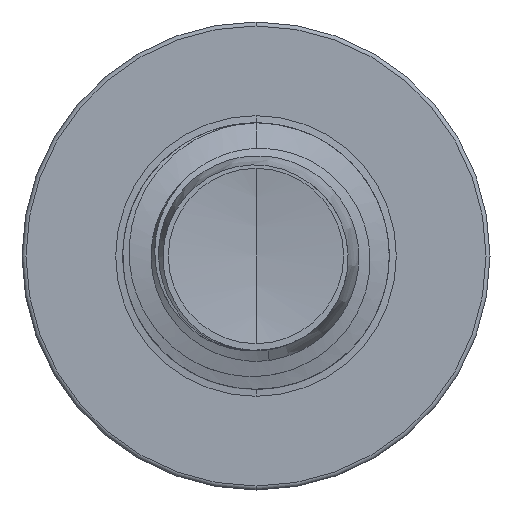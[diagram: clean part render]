
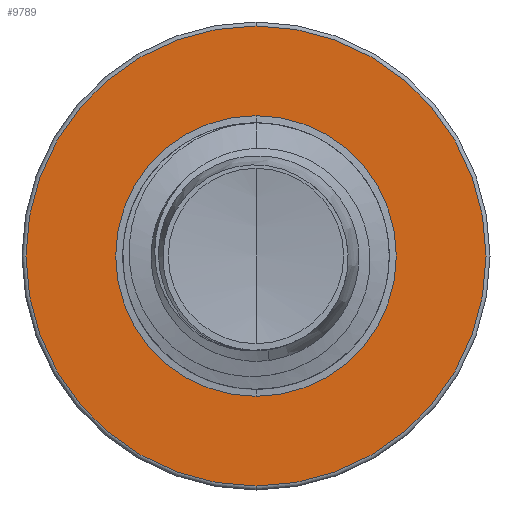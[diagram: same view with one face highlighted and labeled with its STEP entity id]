
A CAD part, front view. The second image highlights one B-rep face of the part: STEP entity #9789.
In plain terms, the highlighted planar face has unit normal (0, -1, 0).
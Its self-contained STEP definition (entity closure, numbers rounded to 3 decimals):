
#468 = CIRCLE ( 'NONE', #4812, 6.045 ) ;
#936 = VERTEX_POINT ( 'NONE', #11665 ) ;
#1154 = ORIENTED_EDGE ( 'NONE', *, *, #9941, .T. ) ;
#1236 = CARTESIAN_POINT ( 'NONE',  ( 0., 11., 0. ) ) ;
#2131 = CARTESIAN_POINT ( 'NONE',  ( 0., 11., -3.689 ) ) ;
#2333 = EDGE_LOOP ( 'NONE', ( #1154, #8498 ) ) ;
#2614 = DIRECTION ( 'NONE',  ( 0., 0., 1. ) ) ;
#3445 = EDGE_CURVE ( 'NONE', #12447, #11025, #468, .T. ) ;
#3673 = ORIENTED_EDGE ( 'NONE', *, *, #3445, .F. ) ;
#3974 = DIRECTION ( 'NONE',  ( 0., 0., 1. ) ) ;
#3977 = DIRECTION ( 'NONE',  ( 0., 1., 0. ) ) ;
#3995 = CARTESIAN_POINT ( 'NONE',  ( 0., 11., 0. ) ) ;
#4106 = ORIENTED_EDGE ( 'NONE', *, *, #17148, .F. ) ;
#4239 = DIRECTION ( 'NONE',  ( 0., 1., 0. ) ) ;
#4812 = AXIS2_PLACEMENT_3D ( 'NONE', #3995, #3977, #3974 ) ;
#5518 = CARTESIAN_POINT ( 'NONE',  ( 0., 11., -3.689 ) ) ;
#5631 = DIRECTION ( 'NONE',  ( 0., 1., 0. ) ) ;
#5771 = CIRCLE ( 'NONE', #8579, 6.045 ) ;
#5804 = CIRCLE ( 'NONE', #11035, 3.689 ) ;
#6843 = CARTESIAN_POINT ( 'NONE',  ( 0., 11., -6.045 ) ) ;
#8167 = DIRECTION ( 'NONE',  ( 0., 0., 1. ) ) ;
#8498 = ORIENTED_EDGE ( 'NONE', *, *, #9812, .T. ) ;
#8579 = AXIS2_PLACEMENT_3D ( 'NONE', #1236, #10508, #2614 ) ;
#9323 = AXIS2_PLACEMENT_3D ( 'NONE', #12031, #4239, #13357 ) ;
#9789 = ADVANCED_FACE ( 'NONE', ( #16198, #12706 ), #14626, .F. ) ;
#9812 = EDGE_CURVE ( 'NONE', #11928, #936, #10483, .T. ) ;
#9941 = EDGE_CURVE ( 'NONE', #936, #11928, #5804, .T. ) ;
#10181 = AXIS2_PLACEMENT_3D ( 'NONE', #5518, #15946, #8167 ) ;
#10454 = CARTESIAN_POINT ( 'NONE',  ( 0., 11., 6.045 ) ) ;
#10483 = CIRCLE ( 'NONE', #9323, 3.689 ) ;
#10508 = DIRECTION ( 'NONE',  ( 0., 1., 0. ) ) ;
#11025 = VERTEX_POINT ( 'NONE', #10454 ) ;
#11035 = AXIS2_PLACEMENT_3D ( 'NONE', #13418, #5631, #14730 ) ;
#11665 = CARTESIAN_POINT ( 'NONE',  ( 0., 11., 3.689 ) ) ;
#11928 = VERTEX_POINT ( 'NONE', #2131 ) ;
#12031 = CARTESIAN_POINT ( 'NONE',  ( 0., 11., 0. ) ) ;
#12447 = VERTEX_POINT ( 'NONE', #6843 ) ;
#12706 = FACE_BOUND ( 'NONE', #2333, .T. ) ;
#13357 = DIRECTION ( 'NONE',  ( 0., 0., 1. ) ) ;
#13418 = CARTESIAN_POINT ( 'NONE',  ( 0., 11., 0. ) ) ;
#14626 = PLANE ( 'NONE',  #10181 ) ;
#14730 = DIRECTION ( 'NONE',  ( 0., 0., 1. ) ) ;
#15946 = DIRECTION ( 'NONE',  ( 0., 1., 0. ) ) ;
#16198 = FACE_OUTER_BOUND ( 'NONE', #16545, .T. ) ;
#16545 = EDGE_LOOP ( 'NONE', ( #4106, #3673 ) ) ;
#17148 = EDGE_CURVE ( 'NONE', #11025, #12447, #5771, .T. ) ;
